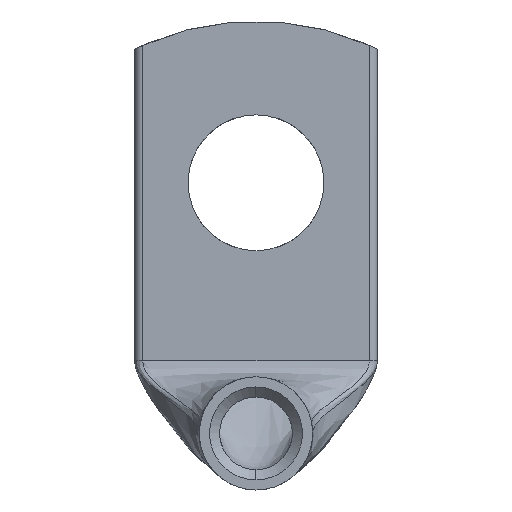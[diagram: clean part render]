
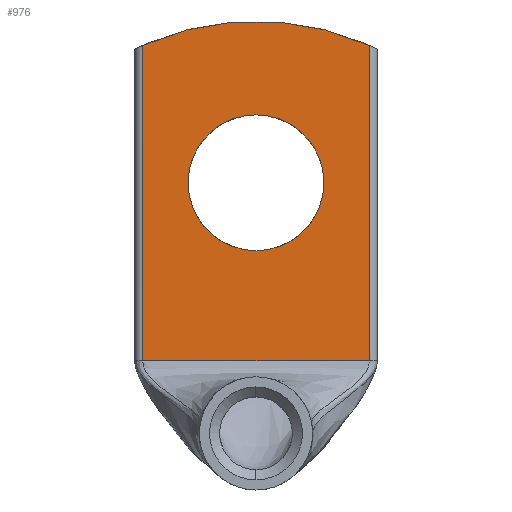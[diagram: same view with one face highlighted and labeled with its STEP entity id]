
A CAD part, front view. The second image highlights one B-rep face of the part: STEP entity #976.
In plain terms, the highlighted planar face has unit normal (0, -1, 0).
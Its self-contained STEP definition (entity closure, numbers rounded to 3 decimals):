
#605=AXIS2_PLACEMENT_3D('Circle Axis2P3D',#603,#604,$) ;
#744=AXIS2_PLACEMENT_3D('Circle Axis2P3D',#742,#743,$) ;
#763=AXIS2_PLACEMENT_3D('Circle Axis2P3D',#761,#762,$) ;
#952=AXIS2_PLACEMENT_3D('Plane Axis2P3D',#949,#950,#951) ;
#600=CARTESIAN_POINT('Vertex',(0.5,15.,27.492)) ;
#603=CARTESIAN_POINT('Axis2P3D Location',(7.5,15.,12.)) ;
#607=CARTESIAN_POINT('Vertex',(14.5,15.,27.492)) ;
#739=CARTESIAN_POINT('Vertex',(7.5,15.,14.8)) ;
#742=CARTESIAN_POINT('Axis2P3D Location',(7.5,15.,19.)) ;
#746=CARTESIAN_POINT('Vertex',(7.5,15.,23.2)) ;
#761=CARTESIAN_POINT('Axis2P3D Location',(7.5,15.,19.)) ;
#932=CARTESIAN_POINT('Vertex',(0.5,15.,8.)) ;
#935=CARTESIAN_POINT('Line Origine',(0.5,15.,8.)) ;
#949=CARTESIAN_POINT('Axis2P3D Location',(14.5,15.,8.)) ;
#954=CARTESIAN_POINT('Line Origine',(7.5,15.,8.)) ;
#958=CARTESIAN_POINT('Vertex',(14.5,15.,8.)) ;
#961=CARTESIAN_POINT('Line Origine',(14.5,15.,17.746)) ;
#604=DIRECTION('Axis2P3D Direction',(0.,1.,0.)) ;
#743=DIRECTION('Axis2P3D Direction',(0.,1.,0.)) ;
#762=DIRECTION('Axis2P3D Direction',(0.,1.,0.)) ;
#936=DIRECTION('Vector Direction',(0.,0.,1.)) ;
#950=DIRECTION('Axis2P3D Direction',(0.,-1.,0.)) ;
#951=DIRECTION('Axis2P3D XDirection',(0.,0.,-1.)) ;
#955=DIRECTION('Vector Direction',(-1.,0.,0.)) ;
#962=DIRECTION('Vector Direction',(0.,0.,1.)) ;
#937=VECTOR('Line Direction',#936,1.) ;
#956=VECTOR('Line Direction',#955,1.) ;
#963=VECTOR('Line Direction',#962,1.) ;
#967=ORIENTED_EDGE('',*,*,#609,.T.) ;
#968=ORIENTED_EDGE('',*,*,#939,.F.) ;
#969=ORIENTED_EDGE('',*,*,#960,.F.) ;
#970=ORIENTED_EDGE('',*,*,#965,.T.) ;
#973=ORIENTED_EDGE('',*,*,#765,.T.) ;
#974=ORIENTED_EDGE('',*,*,#748,.T.) ;
#975=FACE_BOUND('',#972,.T.) ;
#976=ADVANCED_FACE('cablelug',(#971,#975),#953,.T.) ;
#606=CIRCLE('generated circle',#605,17.) ;
#745=CIRCLE('generated circle',#744,4.2) ;
#764=CIRCLE('generated circle',#763,4.2) ;
#609=EDGE_CURVE('',#608,#601,#606,.F.) ;
#748=EDGE_CURVE('',#747,#740,#745,.T.) ;
#765=EDGE_CURVE('',#740,#747,#764,.T.) ;
#939=EDGE_CURVE('',#933,#601,#938,.T.) ;
#960=EDGE_CURVE('',#959,#933,#957,.T.) ;
#965=EDGE_CURVE('',#959,#608,#964,.T.) ;
#966=EDGE_LOOP('',(#967,#968,#969,#970)) ;
#972=EDGE_LOOP('',(#973,#974)) ;
#971=FACE_OUTER_BOUND('',#966,.T.) ;
#938=LINE('Line',#935,#937) ;
#957=LINE('Line',#954,#956) ;
#964=LINE('Line',#961,#963) ;
#953=PLANE('',#952) ;
#601=VERTEX_POINT('',#600) ;
#608=VERTEX_POINT('',#607) ;
#740=VERTEX_POINT('',#739) ;
#747=VERTEX_POINT('',#746) ;
#933=VERTEX_POINT('',#932) ;
#959=VERTEX_POINT('',#958) ;
